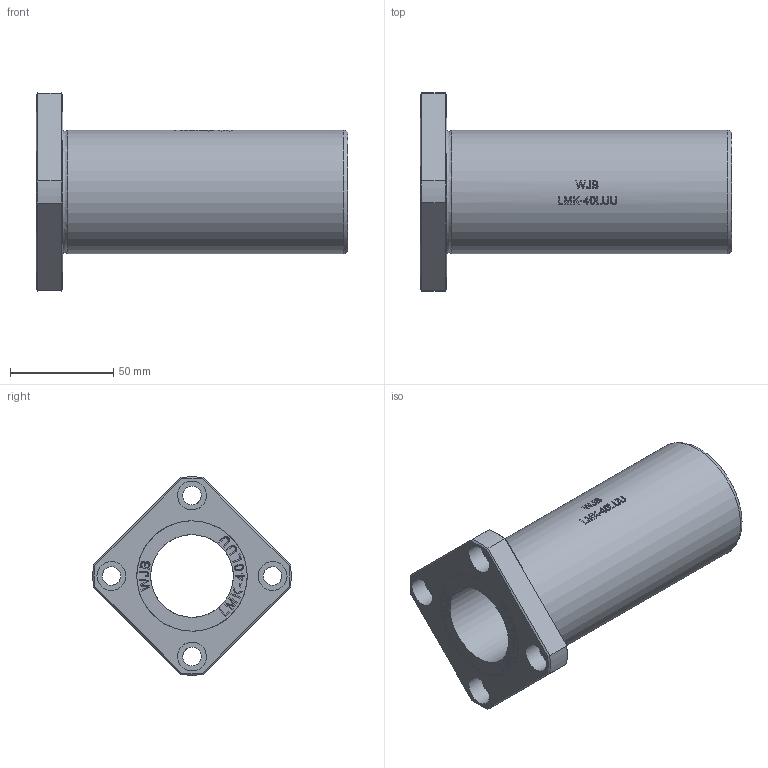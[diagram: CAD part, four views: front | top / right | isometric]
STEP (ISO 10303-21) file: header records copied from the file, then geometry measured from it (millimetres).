
FILE_DESCRIPTION(/* description */ (''),/* implementation_level */ '2;1');
FILE_NAME(/* name */ 'WJB-LMK-40LUU.stp',/* time_stamp */ '2018-09-14T23:23:18+08:00',/* author */ (''),/* organization */ (''),/* preprocessor_version */ 'ST-DEVELOPER v11',/* originating_system */ 'SIEMENS UGS NX 6.0',/* authorisation */ '');
FILE_SCHEMA (('CONFIG_CONTROL_DESIGN'));
Length unit declared in the file: millimetre
Products named in the file (1): WJB-LMK-40LUU
Bounding box: 151 x 95.93 x 95.93 mm (x, y, z)
Volume: 265111.4 mm3; surface area: 58482.1 mm2
Topology: 1 solids, 1 shells, 389 faces, 1005 edges, 673 vertices
Faces by surface type: plane 269, extrusion 78, cylinder 32, cone 8, torus 2
Full cylindrical faces by diameter (mm): 9 x4, 14 x4, 40 x1, 53.4 x2, 60 x1
Entity records: 14638 total; most frequent: CARTESIAN_POINT 5754, ORIENTED_EDGE 1982, DIRECTION 1382, EDGE_CURVE 991, VERTEX_POINT 673, VECTOR 584, LINE 506, B_SPLINE_CURVE_WITH_KNOTS 476
